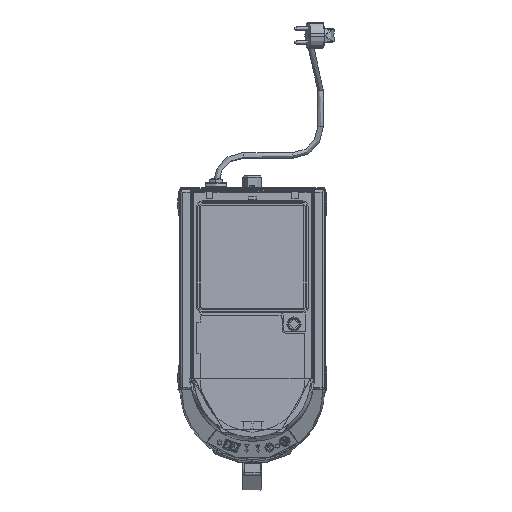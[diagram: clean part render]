
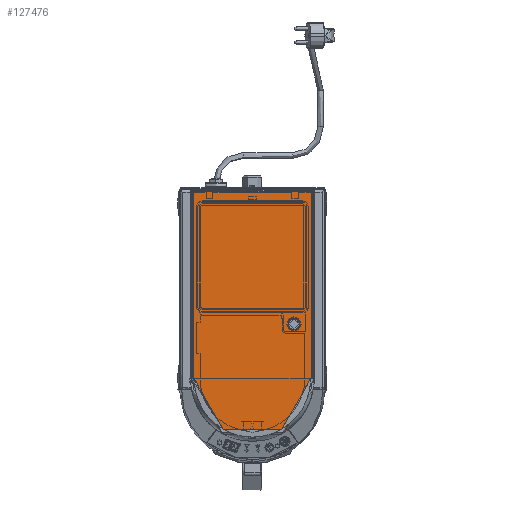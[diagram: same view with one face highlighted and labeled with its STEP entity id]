
A CAD part, top view. The second image highlights one B-rep face of the part: STEP entity #127476.
In plain terms, the highlighted planar face has unit normal (0, 0, 1).
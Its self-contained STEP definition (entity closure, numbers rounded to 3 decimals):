
#12481=CIRCLE('',#141536,9.287);
#12485=CIRCLE('',#141540,9.287);
#12487=CIRCLE('',#141544,80.);
#13450=FACE_BOUND('',#27944,.T.);
#20131=FACE_OUTER_BOUND('',#27943,.T.);
#27943=EDGE_LOOP('',(#114906,#114907,#114908,#114909,#114910,#114911,#114912,
#114913));
#27944=EDGE_LOOP('',(#114914,#114915));
#38605=LINE('',#269595,#49310);
#38606=LINE('',#269597,#49311);
#38607=LINE('',#269599,#49312);
#38608=LINE('',#269601,#49313);
#38609=LINE('',#269605,#49314);
#38610=LINE('',#269607,#49315);
#38611=LINE('',#269608,#49316);
#49310=VECTOR('',#174713,10.);
#49311=VECTOR('',#174714,10.);
#49312=VECTOR('',#174715,10.);
#49313=VECTOR('',#174716,10.);
#49314=VECTOR('',#174719,10.);
#49315=VECTOR('',#174720,10.);
#49316=VECTOR('',#174721,10.);
#60994=VERTEX_POINT('',#269579);
#60995=VERTEX_POINT('',#269580);
#60999=VERTEX_POINT('',#269593);
#61000=VERTEX_POINT('',#269594);
#61001=VERTEX_POINT('',#269596);
#61002=VERTEX_POINT('',#269598);
#61003=VERTEX_POINT('',#269600);
#61004=VERTEX_POINT('',#269602);
#61005=VERTEX_POINT('',#269604);
#61006=VERTEX_POINT('',#269606);
#79078=EDGE_CURVE('',#60994,#60995,#12481,.T.);
#79082=EDGE_CURVE('',#60995,#60994,#12485,.T.);
#79085=EDGE_CURVE('',#60999,#61000,#38605,.T.);
#79086=EDGE_CURVE('',#60999,#61001,#38606,.T.);
#79087=EDGE_CURVE('',#61002,#61001,#38607,.T.);
#79088=EDGE_CURVE('',#61003,#61002,#38608,.T.);
#79089=EDGE_CURVE('',#61003,#61004,#12487,.T.);
#79090=EDGE_CURVE('',#61005,#61004,#38609,.T.);
#79091=EDGE_CURVE('',#61006,#61005,#38610,.T.);
#79092=EDGE_CURVE('',#61006,#61000,#38611,.T.);
#114906=ORIENTED_EDGE('',*,*,#79085,.F.);
#114907=ORIENTED_EDGE('',*,*,#79086,.T.);
#114908=ORIENTED_EDGE('',*,*,#79087,.F.);
#114909=ORIENTED_EDGE('',*,*,#79088,.F.);
#114910=ORIENTED_EDGE('',*,*,#79089,.T.);
#114911=ORIENTED_EDGE('',*,*,#79090,.F.);
#114912=ORIENTED_EDGE('',*,*,#79091,.F.);
#114913=ORIENTED_EDGE('',*,*,#79092,.T.);
#114914=ORIENTED_EDGE('',*,*,#79078,.F.);
#114915=ORIENTED_EDGE('',*,*,#79082,.F.);
#120595=PLANE('',#141543);
#127476=ADVANCED_FACE('',(#20131,#13450),#120595,.T.);
#141536=AXIS2_PLACEMENT_3D('',#269581,#174696,#174697);
#141540=AXIS2_PLACEMENT_3D('',#269587,#174704,#174705);
#141543=AXIS2_PLACEMENT_3D('',#269592,#174711,#174712);
#141544=AXIS2_PLACEMENT_3D('',#269603,#174717,#174718);
#174696=DIRECTION('center_axis',(0.,0.,
1.));
#174697=DIRECTION('ref_axis',(1.,0.,0.));
#174704=DIRECTION('center_axis',(0.,0.,
1.));
#174705=DIRECTION('ref_axis',(1.,0.,0.));
#174711=DIRECTION('center_axis',(0.,0.,
1.));
#174712=DIRECTION('ref_axis',(1.,0.,0.));
#174713=DIRECTION('',(1.,0.,0.));
#174714=DIRECTION('',(0.,-1.,0.));
#174715=DIRECTION('',(0.,1.,0.));
#174716=DIRECTION('',(-1.,0.,0.));
#174717=DIRECTION('center_axis',(0.,0.,
1.));
#174718=DIRECTION('ref_axis',(-1.,0.,0.));
#174719=DIRECTION('',(-1.,0.,0.));
#174720=DIRECTION('',(0.,-1.,0.));
#174721=DIRECTION('',(0.,1.,0.));
#269579=CARTESIAN_POINT('',(47.713,-55.,0.4));
#269580=CARTESIAN_POINT('',(66.287,-55.,0.4));
#269581=CARTESIAN_POINT('Origin',(57.,-55.,0.4));
#269587=CARTESIAN_POINT('Origin',(57.,-55.,0.4));
#269592=CARTESIAN_POINT('Origin',(0.,-0.25,
0.4));
#269593=CARTESIAN_POINT('',(-82.5,127.5,0.4));
#269594=CARTESIAN_POINT('',(82.5,127.5,0.4));
#269595=CARTESIAN_POINT('',(-42.5,127.5,0.4));
#269596=CARTESIAN_POINT('',(-82.5,127.45,0.4));
#269597=CARTESIAN_POINT('',(-82.5,63.6,0.4));
#269598=CARTESIAN_POINT('',(-82.5,-130.5,0.4));
#269599=CARTESIAN_POINT('',(-82.5,-65.375,0.4));
#269600=CARTESIAN_POINT('',(-80.,-130.5,0.4));
#269601=CARTESIAN_POINT('',(85.,-130.5,0.4));
#269602=CARTESIAN_POINT('',(80.,-130.5,0.4));
#269603=CARTESIAN_POINT('Origin',(0.,-130.5,0.4));
#269604=CARTESIAN_POINT('',(82.5,-130.5,0.4));
#269605=CARTESIAN_POINT('',(85.,-130.5,0.4));
#269606=CARTESIAN_POINT('',(82.5,127.45,0.4));
#269607=CARTESIAN_POINT('',(82.5,64.875,0.4));
#269608=CARTESIAN_POINT('',(82.5,63.625,0.4));
